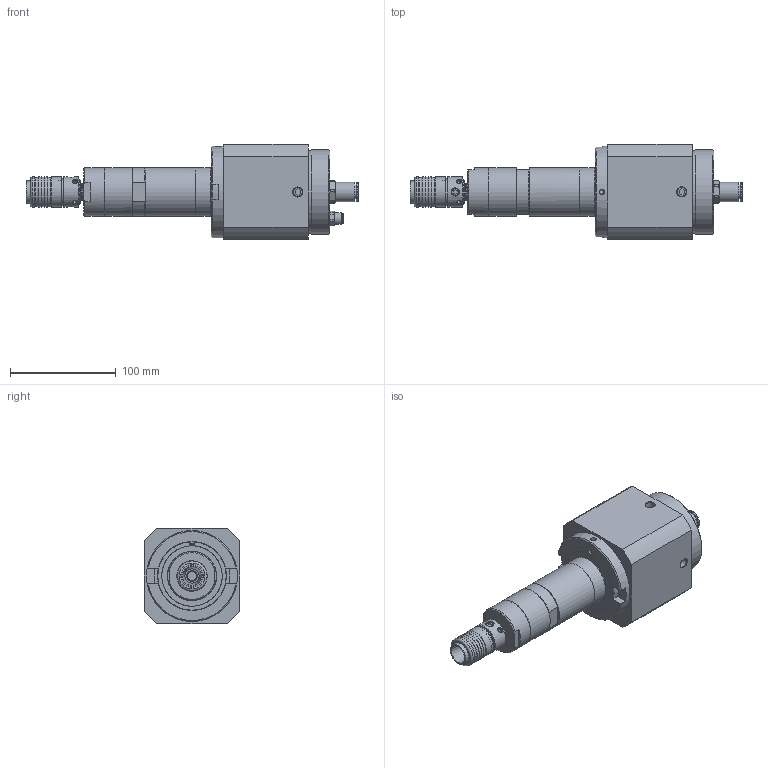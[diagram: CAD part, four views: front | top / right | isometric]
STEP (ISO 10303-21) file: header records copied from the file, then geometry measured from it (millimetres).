
FILE_DESCRIPTION(/* description */ (''),/* implementation_level */ '2;1');
FILE_NAME(/* name */ 'ESR 84-2700 AX25 WS_60051315.stp',/* time_stamp */ '2015-04-21T17:59:25+02:00',/* author */ ('ekoch'),/* organization */ (''),/* preprocessor_version */ 'ST-DEVELOPER v15.2',/* originating_system */ 'Autodesk Inventor 2014',/* authorisation */ '');
FILE_SCHEMA (('AUTOMOTIVE_DESIGN { 1 0 10303 214 3 1 1 }'));
Length unit declared in the file: millimetre
Products named in the file (1): ESR 84-2700 AX25 WS_60051315
Bounding box: 313.4 x 90 x 90 mm (x, y, z)
Volume: 1156601.8 mm3; surface area: 224854.5 mm2
Topology: 23 solids, 23 shells, 543 faces, 1157 edges, 719 vertices
Faces by surface type: plane 236, cylinder 166, cone 112, torus 17, bspline 12
Full cylindrical faces by diameter (mm): 4.134 x4, 4.5 x2, 4.917 x4, 5 x10, 5.25 x2, 6 x3, 6.188 x1, 6.647 x2, 7.2 x1, 8 x2, 8.05 x1, 8.565 x1, 8.566 x3, 9 x1, 9.728 x4, 9.9 x1, 10.6 x1, 10.739 x1, 11.2 x1, 12 x1, 13.2 x1, 13.9 x1, 14 x3, 14.5 x1, 14.95 x1, 16.662 x1, 16.95 x1, 17.5 x1, 18.5 x2, 19.2 x1
Entity records: 15711 total; most frequent: CARTESIAN_POINT 4568, DIRECTION 2287, ORIENTED_EDGE 1760, AXIS2_PLACEMENT_3D 981, EDGE_CURVE 880, EDGE_LOOP 871, VERTEX_POINT 665, ADVANCED_FACE 543
